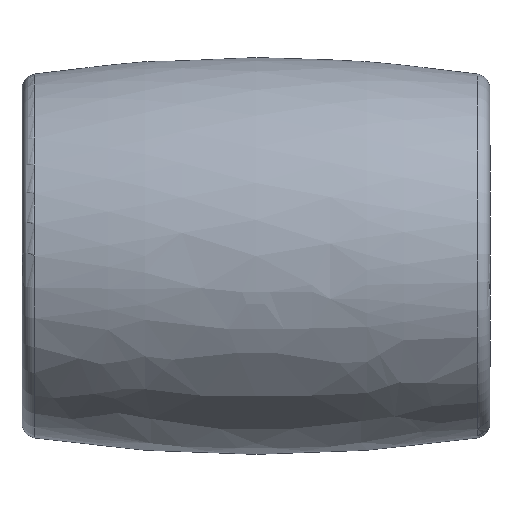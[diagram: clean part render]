
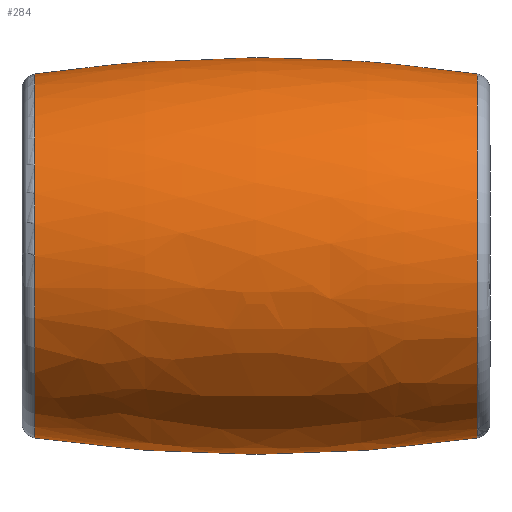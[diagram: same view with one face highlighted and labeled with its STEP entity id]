
A CAD part, front view. The second image highlights one B-rep face of the part: STEP entity #284.
In plain terms, the highlighted free-form (B-spline) face has degree [2, 2] with [3, 9] control points.
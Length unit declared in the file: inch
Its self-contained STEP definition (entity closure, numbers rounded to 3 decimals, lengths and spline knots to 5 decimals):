
#14=(
BOUNDED_SURFACE()
B_SPLINE_SURFACE(2,2,((#532,#533,#534,#535,#536,#537,#538,#539,#540),(#541,
#542,#543,#544,#545,#546,#547,#548,#549),(#550,#551,#552,#553,#554,#555,
#556,#557,#558)),.UNSPECIFIED.,.F.,.T.,.F.)
B_SPLINE_SURFACE_WITH_KNOTS((3,3),(3,2,2,2,3),(-0.14801,0.14801),
(-3.14159,-1.5708,0.,1.5708,3.14159),
 .UNSPECIFIED.)
GEOMETRIC_REPRESENTATION_ITEM()
RATIONAL_B_SPLINE_SURFACE(((1.,0.707,1.,0.707,1.,
0.707,1.,0.707,1.),(0.989,0.699,
0.989,0.699,0.989,0.699,
0.989,0.699,0.989),(1.,0.707,
1.,0.707,1.,0.707,1.,0.707,1.)))
REPRESENTATION_ITEM('')
SURFACE()
);
#38=FACE_OUTER_BOUND('',#52,.T.);
#52=EDGE_LOOP('',(#242,#243,#244,#245,#246,#247));
#89=CIRCLE('',#338,0.2388);
#91=CIRCLE('',#340,0.2388);
#95=CIRCLE('',#347,0.2388);
#96=CIRCLE('',#348,0.2388);
#97=CIRCLE('',#349,1.9685);
#122=VERTEX_POINT('',#516);
#123=VERTEX_POINT('',#517);
#129=VERTEX_POINT('',#559);
#130=VERTEX_POINT('',#560);
#161=EDGE_CURVE('',#122,#123,#89,.T.);
#163=EDGE_CURVE('',#123,#122,#91,.T.);
#169=EDGE_CURVE('',#129,#130,#95,.T.);
#170=EDGE_CURVE('',#130,#129,#96,.T.);
#171=EDGE_CURVE('',#130,#123,#97,.T.);
#242=ORIENTED_EDGE('',*,*,#169,.F.);
#243=ORIENTED_EDGE('',*,*,#170,.F.);
#244=ORIENTED_EDGE('',*,*,#171,.T.);
#245=ORIENTED_EDGE('',*,*,#161,.F.);
#246=ORIENTED_EDGE('',*,*,#163,.F.);
#247=ORIENTED_EDGE('',*,*,#171,.F.);
#284=ADVANCED_FACE('',(#38),#14,.T.);
#338=AXIS2_PLACEMENT_3D('',#518,#425,#426);
#340=AXIS2_PLACEMENT_3D('',#520,#429,#430);
#347=AXIS2_PLACEMENT_3D('',#561,#443,#444);
#348=AXIS2_PLACEMENT_3D('',#562,#445,#446);
#349=AXIS2_PLACEMENT_3D('',#563,#447,#448);
#425=DIRECTION('center_axis',(-1.,0.,0.));
#426=DIRECTION('ref_axis',(0.,1.,0.));
#429=DIRECTION('center_axis',(-1.,0.,0.));
#430=DIRECTION('ref_axis',(0.,1.,0.));
#443=DIRECTION('center_axis',(1.,0.,0.));
#444=DIRECTION('ref_axis',(0.,-1.,0.));
#445=DIRECTION('center_axis',(1.,0.,0.));
#446=DIRECTION('ref_axis',(0.,-1.,0.));
#447=DIRECTION('center_axis',(0.,1.,0.));
#448=DIRECTION('ref_axis',(0.,0.,
-1.));
#516=CARTESIAN_POINT('',(-0.2903,0.,0.2388));
#517=CARTESIAN_POINT('',(-0.2903,0.,-0.2388));
#518=CARTESIAN_POINT('Origin',(-0.2903,0.,
0.));
#520=CARTESIAN_POINT('Origin',(-0.2903,0.,
0.));
#532=CARTESIAN_POINT('Ctrl Pts',(-0.2903,0.,
-0.2388));
#533=CARTESIAN_POINT('Ctrl Pts',(-0.2903,-0.2388,-0.2388));
#534=CARTESIAN_POINT('Ctrl Pts',(-0.2903,-0.2388,0.));
#535=CARTESIAN_POINT('Ctrl Pts',(-0.2903,-0.2388,0.2388));
#536=CARTESIAN_POINT('Ctrl Pts',(-0.2903,0.,
0.2388));
#537=CARTESIAN_POINT('Ctrl Pts',(-0.2903,0.2388,0.2388));
#538=CARTESIAN_POINT('Ctrl Pts',(-0.2903,0.2388,0.));
#539=CARTESIAN_POINT('Ctrl Pts',(-0.2903,0.2388,-0.2388));
#540=CARTESIAN_POINT('Ctrl Pts',(-0.2903,0.,
-0.2388));
#541=CARTESIAN_POINT('Ctrl Pts',(0.,0.,
-0.28208));
#542=CARTESIAN_POINT('Ctrl Pts',(0.,-0.28208,
-0.28208));
#543=CARTESIAN_POINT('Ctrl Pts',(0.,-0.28208,
0.));
#544=CARTESIAN_POINT('Ctrl Pts',(0.,-0.28208,
0.28208));
#545=CARTESIAN_POINT('Ctrl Pts',(0.,0.,
0.28208));
#546=CARTESIAN_POINT('Ctrl Pts',(0.,0.28208,
0.28208));
#547=CARTESIAN_POINT('Ctrl Pts',(0.,0.28208,
0.));
#548=CARTESIAN_POINT('Ctrl Pts',(0.,0.28208,
-0.28208));
#549=CARTESIAN_POINT('Ctrl Pts',(0.,0.,
-0.28208));
#550=CARTESIAN_POINT('Ctrl Pts',(0.2903,0.,
-0.2388));
#551=CARTESIAN_POINT('Ctrl Pts',(0.2903,-0.2388,-0.2388));
#552=CARTESIAN_POINT('Ctrl Pts',(0.2903,-0.2388,0.));
#553=CARTESIAN_POINT('Ctrl Pts',(0.2903,-0.2388,0.2388));
#554=CARTESIAN_POINT('Ctrl Pts',(0.2903,0.,
0.2388));
#555=CARTESIAN_POINT('Ctrl Pts',(0.2903,0.2388,0.2388));
#556=CARTESIAN_POINT('Ctrl Pts',(0.2903,0.2388,0.));
#557=CARTESIAN_POINT('Ctrl Pts',(0.2903,0.2388,-0.2388));
#558=CARTESIAN_POINT('Ctrl Pts',(0.2903,0.,
-0.2388));
#559=CARTESIAN_POINT('',(0.2903,-0.23878,0.00284));
#560=CARTESIAN_POINT('',(0.2903,0.,-0.2388));
#561=CARTESIAN_POINT('Origin',(0.2903,0.,0.));
#562=CARTESIAN_POINT('Origin',(0.2903,0.,0.));
#563=CARTESIAN_POINT('Origin',(0.,0.,
1.70818));
